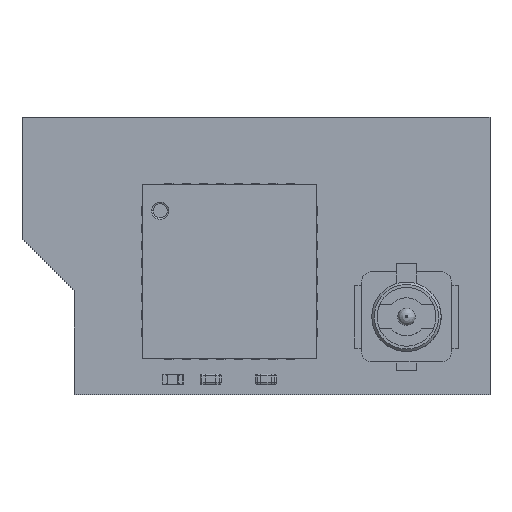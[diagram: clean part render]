
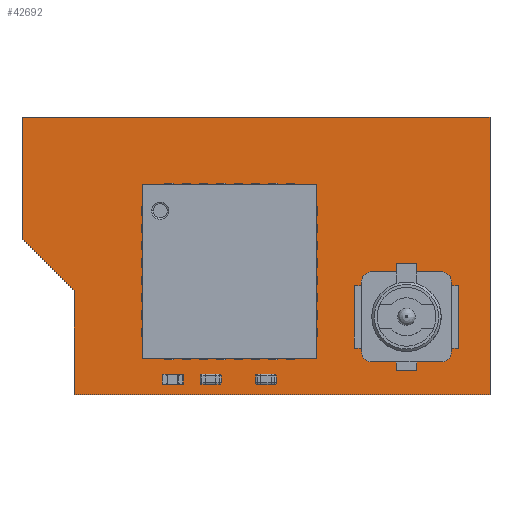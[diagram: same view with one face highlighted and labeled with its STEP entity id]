
A CAD part, top view. The second image highlights one B-rep face of the part: STEP entity #42692.
In plain terms, the highlighted planar face has unit normal (0, 0, 1).
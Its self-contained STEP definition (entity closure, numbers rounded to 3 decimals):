
#42147 = VERTEX_POINT('',#42148);
#42148 = CARTESIAN_POINT('',(-5.25,-1.,0.8));
#42155 = PLANE('',#42156);
#42156 = AXIS2_PLACEMENT_3D('',#42157,#42158,#42159);
#42157 = CARTESIAN_POINT('',(-5.25,-1.,0.));
#42158 = DIRECTION('',(1.,0.,0.));
#42159 = DIRECTION('',(0.,-1.,0.));
#42167 = PLANE('',#42168);
#42168 = AXIS2_PLACEMENT_3D('',#42169,#42170,#42171);
#42169 = CARTESIAN_POINT('',(-6.75,0.5,0.));
#42170 = DIRECTION('',(0.707,0.707,0.));
#42171 = DIRECTION('',(0.707,-0.707,0.));
#42179 = EDGE_CURVE('',#42147,#42180,#42182,.T.);
#42180 = VERTEX_POINT('',#42181);
#42181 = CARTESIAN_POINT('',(-5.25,-4.,0.8));
#42182 = SURFACE_CURVE('',#42183,(#42187,#42194),.PCURVE_S1.);
#42183 = LINE('',#42184,#42185);
#42184 = CARTESIAN_POINT('',(-5.25,-1.,0.8));
#42185 = VECTOR('',#42186,1.);
#42186 = DIRECTION('',(0.,-1.,0.));
#42187 = PCURVE('',#42155,#42188);
#42188 = DEFINITIONAL_REPRESENTATION('',(#42189),#42193);
#42189 = LINE('',#42190,#42191);
#42190 = CARTESIAN_POINT('',(0.,-0.8));
#42191 = VECTOR('',#42192,1.);
#42192 = DIRECTION('',(1.,0.));
#42193 = ( GEOMETRIC_REPRESENTATION_CONTEXT(2) 
PARAMETRIC_REPRESENTATION_CONTEXT() REPRESENTATION_CONTEXT('2D SPACE',''
  ) );
#42194 = PCURVE('',#42195,#42200);
#42195 = PLANE('',#42196);
#42196 = AXIS2_PLACEMENT_3D('',#42197,#42198,#42199);
#42197 = CARTESIAN_POINT('',(0.259,0.139,0.8));
#42198 = DIRECTION('',(0.,0.,1.));
#42199 = DIRECTION('',(1.,0.,0.));
#42200 = DEFINITIONAL_REPRESENTATION('',(#42201),#42205);
#42201 = LINE('',#42202,#42203);
#42202 = CARTESIAN_POINT('',(-5.509,-1.139));
#42203 = VECTOR('',#42204,1.);
#42204 = DIRECTION('',(0.,-1.));
#42205 = ( GEOMETRIC_REPRESENTATION_CONTEXT(2) 
PARAMETRIC_REPRESENTATION_CONTEXT() REPRESENTATION_CONTEXT('2D SPACE',''
  ) );
#42223 = PLANE('',#42224);
#42224 = AXIS2_PLACEMENT_3D('',#42225,#42226,#42227);
#42225 = CARTESIAN_POINT('',(-5.25,-4.,0.));
#42226 = DIRECTION('',(0.,1.,0.));
#42227 = DIRECTION('',(1.,0.,0.));
#42265 = EDGE_CURVE('',#42180,#42266,#42268,.T.);
#42266 = VERTEX_POINT('',#42267);
#42267 = CARTESIAN_POINT('',(6.75,-4.,0.8));
#42268 = SURFACE_CURVE('',#42269,(#42273,#42280),.PCURVE_S1.);
#42269 = LINE('',#42270,#42271);
#42270 = CARTESIAN_POINT('',(-5.25,-4.,0.8));
#42271 = VECTOR('',#42272,1.);
#42272 = DIRECTION('',(1.,0.,0.));
#42273 = PCURVE('',#42223,#42274);
#42274 = DEFINITIONAL_REPRESENTATION('',(#42275),#42279);
#42275 = LINE('',#42276,#42277);
#42276 = CARTESIAN_POINT('',(0.,-0.8));
#42277 = VECTOR('',#42278,1.);
#42278 = DIRECTION('',(1.,0.));
#42279 = ( GEOMETRIC_REPRESENTATION_CONTEXT(2) 
PARAMETRIC_REPRESENTATION_CONTEXT() REPRESENTATION_CONTEXT('2D SPACE',''
  ) );
#42280 = PCURVE('',#42195,#42281);
#42281 = DEFINITIONAL_REPRESENTATION('',(#42282),#42286);
#42282 = LINE('',#42283,#42284);
#42283 = CARTESIAN_POINT('',(-5.509,-4.139));
#42284 = VECTOR('',#42285,1.);
#42285 = DIRECTION('',(1.,0.));
#42286 = ( GEOMETRIC_REPRESENTATION_CONTEXT(2) 
PARAMETRIC_REPRESENTATION_CONTEXT() REPRESENTATION_CONTEXT('2D SPACE',''
  ) );
#42304 = PLANE('',#42305);
#42305 = AXIS2_PLACEMENT_3D('',#42306,#42307,#42308);
#42306 = CARTESIAN_POINT('',(6.75,-4.,0.));
#42307 = DIRECTION('',(-1.,0.,0.));
#42308 = DIRECTION('',(0.,1.,0.));
#42341 = EDGE_CURVE('',#42266,#42342,#42344,.T.);
#42342 = VERTEX_POINT('',#42343);
#42343 = CARTESIAN_POINT('',(6.75,4.,0.8));
#42344 = SURFACE_CURVE('',#42345,(#42349,#42356),.PCURVE_S1.);
#42345 = LINE('',#42346,#42347);
#42346 = CARTESIAN_POINT('',(6.75,-4.,0.8));
#42347 = VECTOR('',#42348,1.);
#42348 = DIRECTION('',(0.,1.,0.));
#42349 = PCURVE('',#42304,#42350);
#42350 = DEFINITIONAL_REPRESENTATION('',(#42351),#42355);
#42351 = LINE('',#42352,#42353);
#42352 = CARTESIAN_POINT('',(0.,-0.8));
#42353 = VECTOR('',#42354,1.);
#42354 = DIRECTION('',(1.,0.));
#42355 = ( GEOMETRIC_REPRESENTATION_CONTEXT(2) 
PARAMETRIC_REPRESENTATION_CONTEXT() REPRESENTATION_CONTEXT('2D SPACE',''
  ) );
#42356 = PCURVE('',#42195,#42357);
#42357 = DEFINITIONAL_REPRESENTATION('',(#42358),#42362);
#42358 = LINE('',#42359,#42360);
#42359 = CARTESIAN_POINT('',(6.491,-4.139));
#42360 = VECTOR('',#42361,1.);
#42361 = DIRECTION('',(0.,1.));
#42362 = ( GEOMETRIC_REPRESENTATION_CONTEXT(2) 
PARAMETRIC_REPRESENTATION_CONTEXT() REPRESENTATION_CONTEXT('2D SPACE',''
  ) );
#42380 = PLANE('',#42381);
#42381 = AXIS2_PLACEMENT_3D('',#42382,#42383,#42384);
#42382 = CARTESIAN_POINT('',(6.75,4.,0.));
#42383 = DIRECTION('',(0.,-1.,0.));
#42384 = DIRECTION('',(-1.,0.,0.));
#42417 = EDGE_CURVE('',#42342,#42418,#42420,.T.);
#42418 = VERTEX_POINT('',#42419);
#42419 = CARTESIAN_POINT('',(3.25,4.,0.8));
#42420 = SURFACE_CURVE('',#42421,(#42425,#42432),.PCURVE_S1.);
#42421 = LINE('',#42422,#42423);
#42422 = CARTESIAN_POINT('',(6.75,4.,0.8));
#42423 = VECTOR('',#42424,1.);
#42424 = DIRECTION('',(-1.,0.,0.));
#42425 = PCURVE('',#42380,#42426);
#42426 = DEFINITIONAL_REPRESENTATION('',(#42427),#42431);
#42427 = LINE('',#42428,#42429);
#42428 = CARTESIAN_POINT('',(0.,-0.8));
#42429 = VECTOR('',#42430,1.);
#42430 = DIRECTION('',(1.,0.));
#42431 = ( GEOMETRIC_REPRESENTATION_CONTEXT(2) 
PARAMETRIC_REPRESENTATION_CONTEXT() REPRESENTATION_CONTEXT('2D SPACE',''
  ) );
#42432 = PCURVE('',#42195,#42433);
#42433 = DEFINITIONAL_REPRESENTATION('',(#42434),#42438);
#42434 = LINE('',#42435,#42436);
#42435 = CARTESIAN_POINT('',(6.491,3.861));
#42436 = VECTOR('',#42437,1.);
#42437 = DIRECTION('',(-1.,0.));
#42438 = ( GEOMETRIC_REPRESENTATION_CONTEXT(2) 
PARAMETRIC_REPRESENTATION_CONTEXT() REPRESENTATION_CONTEXT('2D SPACE',''
  ) );
#42456 = PLANE('',#42457);
#42457 = AXIS2_PLACEMENT_3D('',#42458,#42459,#42460);
#42458 = CARTESIAN_POINT('',(3.25,4.,0.));
#42459 = DIRECTION('',(0.,-1.,0.));
#42460 = DIRECTION('',(-1.,0.,0.));
#42493 = EDGE_CURVE('',#42418,#42494,#42496,.T.);
#42494 = VERTEX_POINT('',#42495);
#42495 = CARTESIAN_POINT('',(-6.75,4.,0.8));
#42496 = SURFACE_CURVE('',#42497,(#42501,#42508),.PCURVE_S1.);
#42497 = LINE('',#42498,#42499);
#42498 = CARTESIAN_POINT('',(3.25,4.,0.8));
#42499 = VECTOR('',#42500,1.);
#42500 = DIRECTION('',(-1.,0.,0.));
#42501 = PCURVE('',#42456,#42502);
#42502 = DEFINITIONAL_REPRESENTATION('',(#42503),#42507);
#42503 = LINE('',#42504,#42505);
#42504 = CARTESIAN_POINT('',(0.,-0.8));
#42505 = VECTOR('',#42506,1.);
#42506 = DIRECTION('',(1.,0.));
#42507 = ( GEOMETRIC_REPRESENTATION_CONTEXT(2) 
PARAMETRIC_REPRESENTATION_CONTEXT() REPRESENTATION_CONTEXT('2D SPACE',''
  ) );
#42508 = PCURVE('',#42195,#42509);
#42509 = DEFINITIONAL_REPRESENTATION('',(#42510),#42514);
#42510 = LINE('',#42511,#42512);
#42511 = CARTESIAN_POINT('',(2.991,3.861));
#42512 = VECTOR('',#42513,1.);
#42513 = DIRECTION('',(-1.,0.));
#42514 = ( GEOMETRIC_REPRESENTATION_CONTEXT(2) 
PARAMETRIC_REPRESENTATION_CONTEXT() REPRESENTATION_CONTEXT('2D SPACE',''
  ) );
#42532 = PLANE('',#42533);
#42533 = AXIS2_PLACEMENT_3D('',#42534,#42535,#42536);
#42534 = CARTESIAN_POINT('',(-6.75,4.,0.));
#42535 = DIRECTION('',(1.,0.,0.));
#42536 = DIRECTION('',(0.,-1.,0.));
#42569 = EDGE_CURVE('',#42494,#42570,#42572,.T.);
#42570 = VERTEX_POINT('',#42571);
#42571 = CARTESIAN_POINT('',(-6.75,0.5,0.8));
#42572 = SURFACE_CURVE('',#42573,(#42577,#42584),.PCURVE_S1.);
#42573 = LINE('',#42574,#42575);
#42574 = CARTESIAN_POINT('',(-6.75,4.,0.8));
#42575 = VECTOR('',#42576,1.);
#42576 = DIRECTION('',(0.,-1.,0.));
#42577 = PCURVE('',#42532,#42578);
#42578 = DEFINITIONAL_REPRESENTATION('',(#42579),#42583);
#42579 = LINE('',#42580,#42581);
#42580 = CARTESIAN_POINT('',(0.,-0.8));
#42581 = VECTOR('',#42582,1.);
#42582 = DIRECTION('',(1.,0.));
#42583 = ( GEOMETRIC_REPRESENTATION_CONTEXT(2) 
PARAMETRIC_REPRESENTATION_CONTEXT() REPRESENTATION_CONTEXT('2D SPACE',''
  ) );
#42584 = PCURVE('',#42195,#42585);
#42585 = DEFINITIONAL_REPRESENTATION('',(#42586),#42590);
#42586 = LINE('',#42587,#42588);
#42587 = CARTESIAN_POINT('',(-7.009,3.861));
#42588 = VECTOR('',#42589,1.);
#42589 = DIRECTION('',(0.,-1.));
#42590 = ( GEOMETRIC_REPRESENTATION_CONTEXT(2) 
PARAMETRIC_REPRESENTATION_CONTEXT() REPRESENTATION_CONTEXT('2D SPACE',''
  ) );
#42640 = EDGE_CURVE('',#42570,#42147,#42641,.T.);
#42641 = SURFACE_CURVE('',#42642,(#42646,#42653),.PCURVE_S1.);
#42642 = LINE('',#42643,#42644);
#42643 = CARTESIAN_POINT('',(-6.75,0.5,0.8));
#42644 = VECTOR('',#42645,1.);
#42645 = DIRECTION('',(0.707,-0.707,0.));
#42646 = PCURVE('',#42167,#42647);
#42647 = DEFINITIONAL_REPRESENTATION('',(#42648),#42652);
#42648 = LINE('',#42649,#42650);
#42649 = CARTESIAN_POINT('',(0.,-0.8));
#42650 = VECTOR('',#42651,1.);
#42651 = DIRECTION('',(1.,0.));
#42652 = ( GEOMETRIC_REPRESENTATION_CONTEXT(2) 
PARAMETRIC_REPRESENTATION_CONTEXT() REPRESENTATION_CONTEXT('2D SPACE',''
  ) );
#42653 = PCURVE('',#42195,#42654);
#42654 = DEFINITIONAL_REPRESENTATION('',(#42655),#42659);
#42655 = LINE('',#42656,#42657);
#42656 = CARTESIAN_POINT('',(-7.009,0.361));
#42657 = VECTOR('',#42658,1.);
#42658 = DIRECTION('',(0.707,-0.707));
#42659 = ( GEOMETRIC_REPRESENTATION_CONTEXT(2) 
PARAMETRIC_REPRESENTATION_CONTEXT() REPRESENTATION_CONTEXT('2D SPACE',''
  ) );
#42692 = ADVANCED_FACE('',(#42693),#42195,.T.);
#42693 = FACE_BOUND('',#42694,.T.);
#42694 = EDGE_LOOP('',(#42695,#42696,#42697,#42698,#42699,#42700,#42701)
  );
#42695 = ORIENTED_EDGE('',*,*,#42179,.T.);
#42696 = ORIENTED_EDGE('',*,*,#42265,.T.);
#42697 = ORIENTED_EDGE('',*,*,#42341,.T.);
#42698 = ORIENTED_EDGE('',*,*,#42417,.T.);
#42699 = ORIENTED_EDGE('',*,*,#42493,.T.);
#42700 = ORIENTED_EDGE('',*,*,#42569,.T.);
#42701 = ORIENTED_EDGE('',*,*,#42640,.T.);
